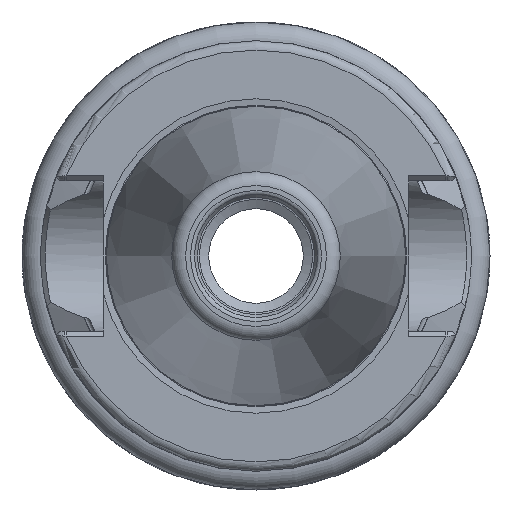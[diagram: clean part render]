
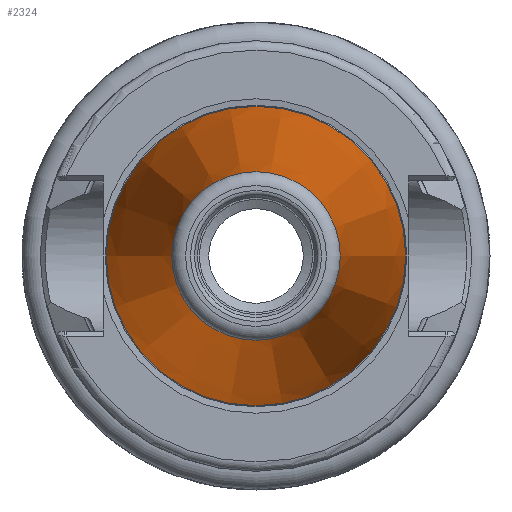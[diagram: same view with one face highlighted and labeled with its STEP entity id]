
A CAD part, left-side view. The second image highlights one B-rep face of the part: STEP entity #2324.
In plain terms, the highlighted conical face has half-angle 8.297 degrees and reference radius 12.502 mm.
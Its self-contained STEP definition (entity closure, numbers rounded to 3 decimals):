
#305=FACE_OUTER_BOUND('',#432,.T.);
#432=EDGE_LOOP('',(#1934,#1935,#1936,#1937,#1938,#1939,#1940));
#550=LINE('',#4452,#662);
#662=VECTOR('',#3068,12.502);
#805=CIRCLE('',#2554,9.004);
#806=CIRCLE('',#2555,9.004);
#807=CIRCLE('',#2556,9.004);
#809=CIRCLE('',#2559,15.999);
#810=CIRCLE('',#2560,15.999);
#1018=VERTEX_POINT('',#4440);
#1019=VERTEX_POINT('',#4441);
#1020=VERTEX_POINT('',#4443);
#1021=VERTEX_POINT('',#4448);
#1022=VERTEX_POINT('',#4449);
#1343=EDGE_CURVE('',#1018,#1019,#805,.T.);
#1344=EDGE_CURVE('',#1020,#1018,#806,.T.);
#1345=EDGE_CURVE('',#1019,#1020,#807,.T.);
#1347=EDGE_CURVE('',#1021,#1022,#809,.T.);
#1348=EDGE_CURVE('',#1022,#1021,#810,.T.);
#1349=EDGE_CURVE('',#1022,#1020,#550,.T.);
#1934=ORIENTED_EDGE('',*,*,#1347,.F.);
#1935=ORIENTED_EDGE('',*,*,#1348,.F.);
#1936=ORIENTED_EDGE('',*,*,#1349,.T.);
#1937=ORIENTED_EDGE('',*,*,#1344,.T.);
#1938=ORIENTED_EDGE('',*,*,#1343,.T.);
#1939=ORIENTED_EDGE('',*,*,#1345,.T.);
#1940=ORIENTED_EDGE('',*,*,#1349,.F.);
#2244=CONICAL_SURFACE('',#2558,12.502,0.145);
#2324=ADVANCED_FACE('',(#305),#2244,.T.);
#2554=AXIS2_PLACEMENT_3D('',#4442,#3054,#3055);
#2555=AXIS2_PLACEMENT_3D('',#4444,#3056,#3057);
#2556=AXIS2_PLACEMENT_3D('',#4445,#3058,#3059);
#2558=AXIS2_PLACEMENT_3D('',#4447,#3062,#3063);
#2559=AXIS2_PLACEMENT_3D('',#4450,#3064,#3065);
#2560=AXIS2_PLACEMENT_3D('',#4451,#3066,#3067);
#3054=DIRECTION('center_axis',(1.,0.,0.));
#3055=DIRECTION('ref_axis',(0.,0.,-1.));
#3056=DIRECTION('center_axis',(1.,0.,0.));
#3057=DIRECTION('ref_axis',(0.,0.,-1.));
#3058=DIRECTION('center_axis',(1.,0.,0.));
#3059=DIRECTION('ref_axis',(0.,0.,-1.));
#3062=DIRECTION('center_axis',(1.,0.,0.));
#3063=DIRECTION('ref_axis',(0.,1.,0.));
#3064=DIRECTION('center_axis',(1.,0.,0.));
#3065=DIRECTION('ref_axis',(0.,0.,-1.));
#3066=DIRECTION('center_axis',(1.,0.,0.));
#3067=DIRECTION('ref_axis',(0.,0.,-1.));
#3068=DIRECTION('',(-0.99,0.144,0.));
#4440=CARTESIAN_POINT('',(-47.116,9.004,0.));
#4441=CARTESIAN_POINT('',(-47.116,0.,9.004));
#4442=CARTESIAN_POINT('Origin',(-47.116,0.,
0.));
#4443=CARTESIAN_POINT('',(-47.116,-9.004,0.));
#4444=CARTESIAN_POINT('Origin',(-47.116,0.,
0.));
#4445=CARTESIAN_POINT('Origin',(-47.116,0.,
0.));
#4447=CARTESIAN_POINT('Origin',(-23.132,0.,
0.));
#4448=CARTESIAN_POINT('',(0.852,15.999,0.));
#4449=CARTESIAN_POINT('',(0.852,-15.999,0.));
#4450=CARTESIAN_POINT('Origin',(0.852,0.,
0.));
#4451=CARTESIAN_POINT('Origin',(0.852,0.,
0.));
#4452=CARTESIAN_POINT('',(-23.132,-12.502,0.));
